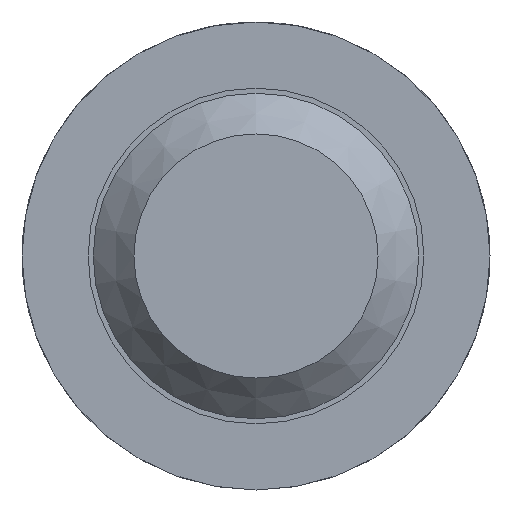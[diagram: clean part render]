
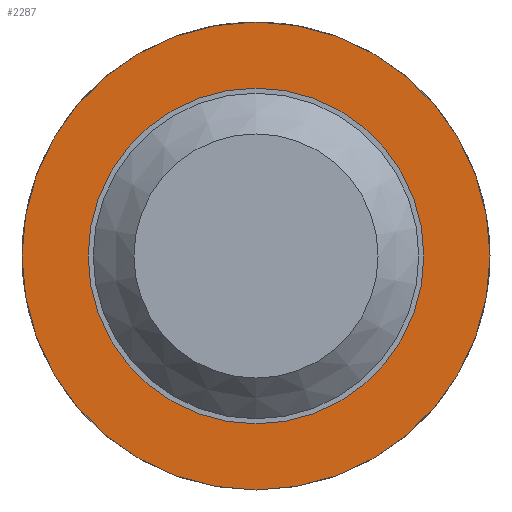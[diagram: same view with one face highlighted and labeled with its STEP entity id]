
A CAD part, front view. The second image highlights one B-rep face of the part: STEP entity #2287.
In plain terms, the highlighted planar face has unit normal (0, -1, 0).
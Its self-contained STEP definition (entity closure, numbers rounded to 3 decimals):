
#92 = CARTESIAN_POINT ( 'NONE',  ( 0., -1.5, 1.15 ) ) ;
#502 = DIRECTION ( 'NONE',  ( 0., 1., 0. ) ) ;
#535 = AXIS2_PLACEMENT_3D ( 'NONE', #2696, #929, #1218 ) ;
#621 = FACE_BOUND ( 'NONE', #2503, .T. ) ;
#723 = PLANE ( 'NONE',  #1892 ) ;
#804 = EDGE_CURVE ( 'NONE', #1762, #1762, #3456, .T. ) ;
#929 = DIRECTION ( 'NONE',  ( 0., 1., 0. ) ) ;
#1218 = DIRECTION ( 'NONE',  ( 0., 0., 1. ) ) ;
#1247 = ORIENTED_EDGE ( 'NONE', *, *, #804, .F. ) ;
#1280 = CARTESIAN_POINT ( 'NONE',  ( 0., -1.5, 0.825 ) ) ;
#1644 = DIRECTION ( 'NONE',  ( 0., 0., 1. ) ) ;
#1761 = CIRCLE ( 'NONE', #535, 0.825 ) ;
#1762 = VERTEX_POINT ( 'NONE', #92 ) ;
#1790 = ORIENTED_EDGE ( 'NONE', *, *, #3134, .T. ) ;
#1892 = AXIS2_PLACEMENT_3D ( 'NONE', #1907, #502, #1982 ) ;
#1907 = CARTESIAN_POINT ( 'NONE',  ( 0.825, -1.5, 0. ) ) ;
#1982 = DIRECTION ( 'NONE',  ( 0., 0., 1. ) ) ;
#2007 = FACE_OUTER_BOUND ( 'NONE', #3143, .T. ) ;
#2287 = ADVANCED_FACE ( 'Defeature ausgef�hrt1_45', ( #2007, #621 ), #723, .F. ) ;
#2378 = VERTEX_POINT ( 'NONE', #1280 ) ;
#2503 = EDGE_LOOP ( 'NONE', ( #1790 ) ) ;
#2696 = CARTESIAN_POINT ( 'NONE',  ( 0., -1.5, 0. ) ) ;
#2835 = DIRECTION ( 'NONE',  ( 0., 1., 0. ) ) ;
#3134 = EDGE_CURVE ( 'NONE', #2378, #2378, #1761, .T. ) ;
#3143 = EDGE_LOOP ( 'NONE', ( #1247 ) ) ;
#3144 = AXIS2_PLACEMENT_3D ( 'NONE', #3416, #2835, #1644 ) ;
#3416 = CARTESIAN_POINT ( 'NONE',  ( 0., -1.5, 0. ) ) ;
#3456 = CIRCLE ( 'NONE', #3144, 1.15 ) ;
